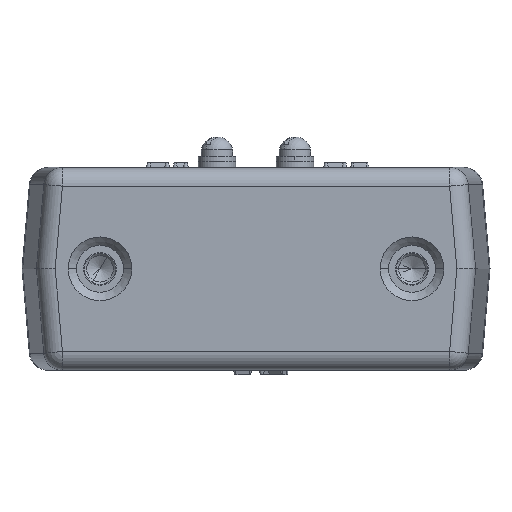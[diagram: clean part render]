
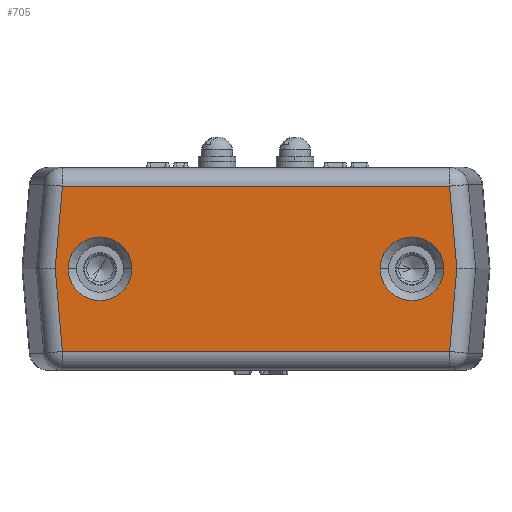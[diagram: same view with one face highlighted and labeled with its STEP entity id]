
A CAD part, front view. The second image highlights one B-rep face of the part: STEP entity #705.
In plain terms, the highlighted planar face has unit normal (0, -1, 0).
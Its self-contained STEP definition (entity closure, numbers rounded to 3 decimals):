
#705 = ADVANCED_FACE ( 'NONE', ( #11113, #11039, #11051 ), #7196, .F. ) ;
#1966 = CARTESIAN_POINT ( 'NONE',  ( -62.041, -77., 26.5 ) ) ;
#1972 = CARTESIAN_POINT ( 'NONE',  ( -64.364, -77., 0. ) ) ;
#1978 = CARTESIAN_POINT ( 'NONE',  ( 39.8, -77., 0. ) ) ;
#1979 = CARTESIAN_POINT ( 'NONE',  ( 62.041, -77., 26.5 ) ) ;
#2019 = CARTESIAN_POINT ( 'NONE',  ( 64.364, -77., 0. ) ) ;
#2034 = CARTESIAN_POINT ( 'NONE',  ( 62.041, -77., -26.5 ) ) ;
#2046 = CARTESIAN_POINT ( 'NONE',  ( 60.2, -77., 0. ) ) ;
#2072 = CARTESIAN_POINT ( 'NONE',  ( -62.041, -77., -26.5 ) ) ;
#2164 = CARTESIAN_POINT ( 'NONE',  ( -39.8, -77., 0. ) ) ;
#2186 = CARTESIAN_POINT ( 'NONE',  ( -60.2, -77., 0. ) ) ;
#3049 = VECTOR ( 'NONE', #9831, 1000. ) ;
#3059 = LINE ( 'NONE', #9835, #3078 ) ;
#3061 = CIRCLE ( 'NONE', #16651, 10.2 ) ;
#3078 = VECTOR ( 'NONE', #9839, 1000. ) ;
#3083 = LINE ( 'NONE', #9856, #3049 ) ;
#3102 = VECTOR ( 'NONE', #9971, 1000. ) ;
#3108 = LINE ( 'NONE', #9960, #3131 ) ;
#3121 = LINE ( 'NONE', #10034, #3151 ) ;
#3126 = LINE ( 'NONE', #9937, #3102 ) ;
#3131 = VECTOR ( 'NONE', #9965, 1000. ) ;
#3144 = LINE ( 'NONE', #10086, #3169 ) ;
#3151 = VECTOR ( 'NONE', #10093, 1000. ) ;
#3152 = CIRCLE ( 'NONE', #16709, 10.2 ) ;
#3169 = VECTOR ( 'NONE', #10073, 1000. ) ;
#3509 = ORIENTED_EDGE ( 'NONE', *, *, #4067, .T. ) ;
#4036 = EDGE_CURVE ( 'NONE', #19127, #19087, #11865, .T. ) ;
#4067 = EDGE_CURVE ( 'NONE', #19219, #19238, #11915, .T. ) ;
#7161 = DIRECTION ( 'NONE',  ( -1., 0., 0. ) ) ;
#7168 = DIRECTION ( 'NONE',  ( 0., 1., 0. ) ) ;
#7196 = PLANE ( 'NONE',  #21389 ) ;
#7197 = CARTESIAN_POINT ( 'NONE',  ( -70., -77., 32.5 ) ) ;
#9823 = CARTESIAN_POINT ( 'NONE',  ( 50., -77., 0. ) ) ;
#9828 = DIRECTION ( 'NONE',  ( -1., 0., 0. ) ) ;
#9831 = DIRECTION ( 'NONE',  ( -1., 0., 0. ) ) ;
#9835 = CARTESIAN_POINT ( 'NONE',  ( -67.15, -77., -26.5 ) ) ;
#9839 = DIRECTION ( 'NONE',  ( -1., 0., 0. ) ) ;
#9855 = DIRECTION ( 'NONE',  ( 0., 1., 0. ) ) ;
#9856 = CARTESIAN_POINT ( 'NONE',  ( -67.15, -77., 26.5 ) ) ;
#9937 = CARTESIAN_POINT ( 'NONE',  ( 60.511, -77., -43.944 ) ) ;
#9960 = CARTESIAN_POINT ( 'NONE',  ( -61.579, -77., -31.762 ) ) ;
#9965 = DIRECTION ( 'NONE',  ( -0.087, 0., 0.996 ) ) ;
#9971 = DIRECTION ( 'NONE',  ( -0.087, 0., -0.996 ) ) ;
#10006 = CARTESIAN_POINT ( 'NONE',  ( -50., -77., 0. ) ) ;
#10034 = CARTESIAN_POINT ( 'NONE',  ( 60.511, -77., 43.944 ) ) ;
#10054 = DIRECTION ( 'NONE',  ( 0., 1., 0. ) ) ;
#10055 = DIRECTION ( 'NONE',  ( -1., 0., 0. ) ) ;
#10073 = DIRECTION ( 'NONE',  ( -0.087, 0., -0.996 ) ) ;
#10086 = CARTESIAN_POINT ( 'NONE',  ( -61.579, -77., 31.762 ) ) ;
#10093 = DIRECTION ( 'NONE',  ( -0.087, 0., 0.996 ) ) ;
#11039 = FACE_OUTER_BOUND ( 'NONE', #22954, .T. ) ;
#11051 = FACE_BOUND ( 'NONE', #22812, .T. ) ;
#11113 = FACE_BOUND ( 'NONE', #22808, .T. ) ;
#11865 = CIRCLE ( 'NONE', #20527, 10.2 ) ;
#11915 = CIRCLE ( 'NONE', #20564, 10.2 ) ;
#14625 = CARTESIAN_POINT ( 'NONE',  ( 50., -77., 0. ) ) ;
#14632 = DIRECTION ( 'NONE',  ( -1., 0., 0. ) ) ;
#14641 = DIRECTION ( 'NONE',  ( 0., 1., 0. ) ) ;
#14692 = DIRECTION ( 'NONE',  ( 0., 1., 0. ) ) ;
#14698 = DIRECTION ( 'NONE',  ( -1., 0., 0. ) ) ;
#14700 = CARTESIAN_POINT ( 'NONE',  ( -50., -77., 0. ) ) ;
#15553 = ORIENTED_EDGE ( 'NONE', *, *, #20596, .T. ) ;
#15570 = ORIENTED_EDGE ( 'NONE', *, *, #20669, .T. ) ;
#15576 = ORIENTED_EDGE ( 'NONE', *, *, #20673, .T. ) ;
#15580 = ORIENTED_EDGE ( 'NONE', *, *, #20592, .T. ) ;
#15618 = ORIENTED_EDGE ( 'NONE', *, *, #20645, .F. ) ;
#15632 = ORIENTED_EDGE ( 'NONE', *, *, #20674, .T. ) ;
#15635 = ORIENTED_EDGE ( 'NONE', *, *, #4036, .T. ) ;
#15658 = ORIENTED_EDGE ( 'NONE', *, *, #20650, .F. ) ;
#15701 = ORIENTED_EDGE ( 'NONE', *, *, #20595, .F. ) ;
#16651 = AXIS2_PLACEMENT_3D ( 'NONE', #9823, #9855, #9828 ) ;
#16709 = AXIS2_PLACEMENT_3D ( 'NONE', #10006, #10054, #10055 ) ;
#19079 = VERTEX_POINT ( 'NONE', #2019 ) ;
#19080 = VERTEX_POINT ( 'NONE', #1966 ) ;
#19081 = VERTEX_POINT ( 'NONE', #1972 ) ;
#19087 = VERTEX_POINT ( 'NONE', #1978 ) ;
#19105 = VERTEX_POINT ( 'NONE', #1979 ) ;
#19127 = VERTEX_POINT ( 'NONE', #2046 ) ;
#19132 = VERTEX_POINT ( 'NONE', #2072 ) ;
#19138 = VERTEX_POINT ( 'NONE', #2034 ) ;
#19219 = VERTEX_POINT ( 'NONE', #2164 ) ;
#19238 = VERTEX_POINT ( 'NONE', #2186 ) ;
#20527 = AXIS2_PLACEMENT_3D ( 'NONE', #14625, #14641, #14632 ) ;
#20564 = AXIS2_PLACEMENT_3D ( 'NONE', #14700, #14692, #14698 ) ;
#20592 = EDGE_CURVE ( 'NONE', #19087, #19127, #3061, .T. ) ;
#20595 = EDGE_CURVE ( 'NONE', #19138, #19132, #3059, .T. ) ;
#20596 = EDGE_CURVE ( 'NONE', #19105, #19080, #3083, .T. ) ;
#20645 = EDGE_CURVE ( 'NONE', #19132, #19081, #3108, .T. ) ;
#20650 = EDGE_CURVE ( 'NONE', #19079, #19138, #3126, .T. ) ;
#20669 = EDGE_CURVE ( 'NONE', #19079, #19105, #3121, .T. ) ;
#20673 = EDGE_CURVE ( 'NONE', #19238, #19219, #3152, .T. ) ;
#20674 = EDGE_CURVE ( 'NONE', #19080, #19081, #3144, .T. ) ;
#21389 = AXIS2_PLACEMENT_3D ( 'NONE', #7197, #7168, #7161 ) ;
#22808 = EDGE_LOOP ( 'NONE', ( #3509, #15576 ) ) ;
#22812 = EDGE_LOOP ( 'NONE', ( #15635, #15580 ) ) ;
#22954 = EDGE_LOOP ( 'NONE', ( #15658, #15570, #15553, #15632, #15618, #15701 ) ) ;
